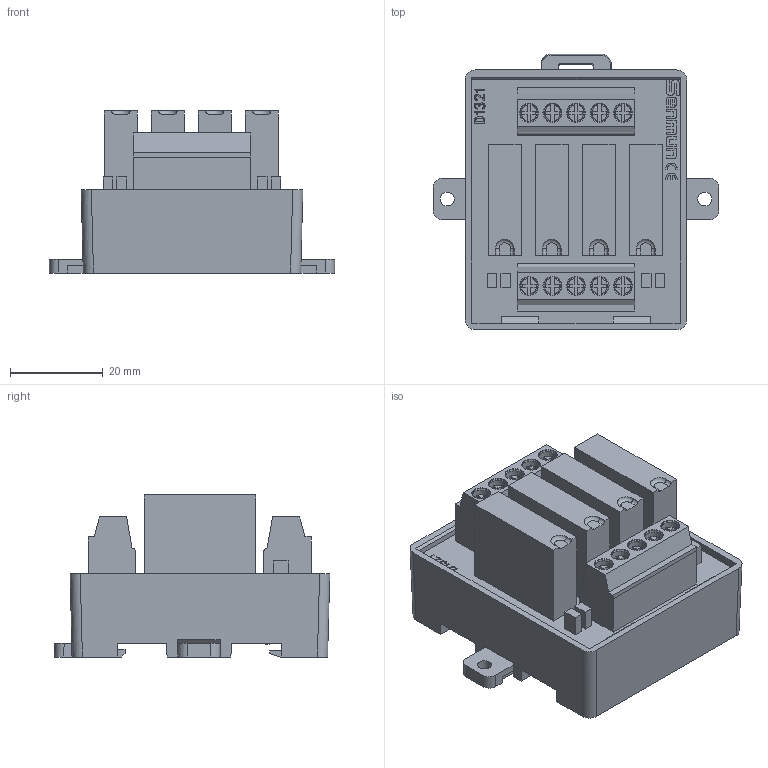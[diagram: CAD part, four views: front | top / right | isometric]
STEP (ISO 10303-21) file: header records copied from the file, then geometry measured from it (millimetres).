
FILE_DESCRIPTION(/* description */ (''),/* implementation_level */ '2;1');
FILE_NAME(/* name */ 'D1321-E 3D.stp',/* time_stamp */ '2024-08-16T14:56:19+08:00',/* author */ (''),/* organization */ (''),/* preprocessor_version */ 'ST-DEVELOPER v14',/* originating_system */ 'SIEMENS PLM Software NX 8.0',/* authorisation */ '');
FILE_SCHEMA (('AUTOMOTIVE_DESIGN { 1 0 10303 214 3 1 1 1 }'));
Length unit declared in the file: millimetre
Products named in the file (1): D1321-E 3D_stp
Bounding box: 61.6 x 59.51 x 35 mm (x, y, z)
Volume: 58846.8 mm3; surface area: 18958.2 mm2
Topology: 3 solids, 3 shells, 712 faces, 1889 edges, 1246 vertices
Faces by surface type: plane 568, cylinder 71, torus 34, cone 24, extrusion 13, bspline 2
Full cylindrical faces by diameter (mm): 3 x2, 4.1 x20
Entity records: 23753 total; most frequent: CARTESIAN_POINT 5233, ORIENTED_EDGE 3702, DIRECTION 3316, EDGE_CURVE 1851, VECTOR 1508, LINE 1495, VERTEX_POINT 1240, AXIS2_PLACEMENT_3D 904
